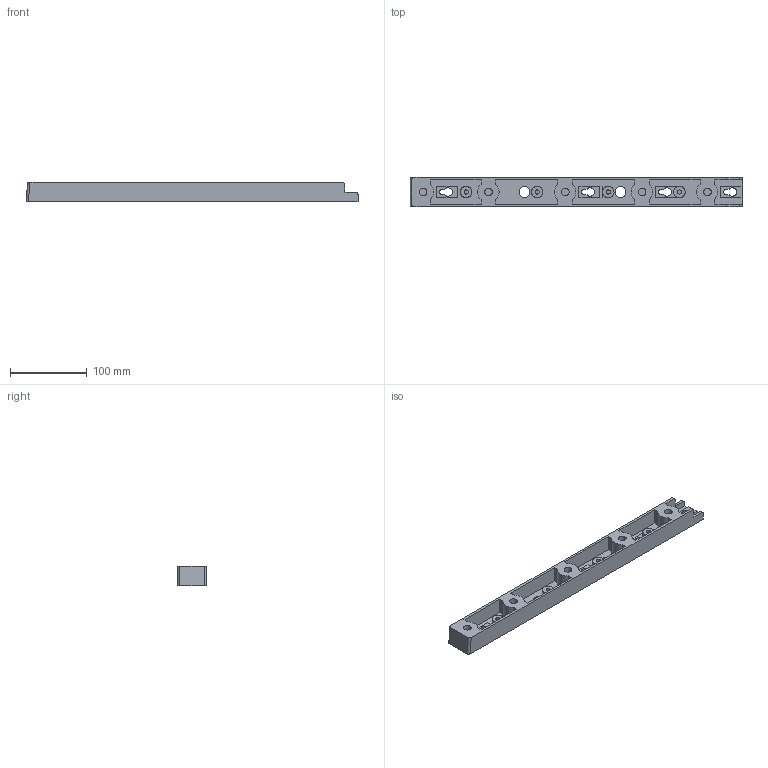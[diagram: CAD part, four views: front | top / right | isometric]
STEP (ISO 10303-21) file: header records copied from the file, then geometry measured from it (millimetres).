
FILE_DESCRIPTION(('CATIA V5 STEP'),'2;1');
FILE_NAME('S8900003_L_Sammelschienentraeger-SH100_185.stp','2014-05-12T13:13:08+00:00',('none'),('Jean Müller GmbH'),'CATIA Version 5 Release 19 SP 9 (IN-10)','CATIA V5 STEP AP214','none');
FILE_SCHEMA(('AUTOMOTIVE_DESIGN { 1 0 10303 214 1 1 1 1 }'));
Length unit declared in the file: millimetre
Products named in the file (2): S8900003_L_Sammelschienentraeger SH100/185; 31221_L_Isolationstraegerteil SH100/185
Assembly tree (1 placements, depth 2):
  S8900003_L_Sammelschienentraeger SH100/185
    31221_L_Isolationstraegerteil SH100/185
Bounding box: 432 x 38 x 25 mm (x, y, z)
Volume: 197581.5 mm3; surface area: 80748.7 mm2
Topology: 1 solids, 1 shells, 144 faces, 397 edges, 274 vertices
Faces by surface type: plane 84, cylinder 60
Entity records: 4407 total; most frequent: CARTESIAN_POINT 857, ORIENTED_EDGE 794, DIRECTION 577, EDGE_CURVE 397, VERTEX_POINT 274, VECTOR 245, LINE 245, AXIS2_PLACEMENT_3D 232
